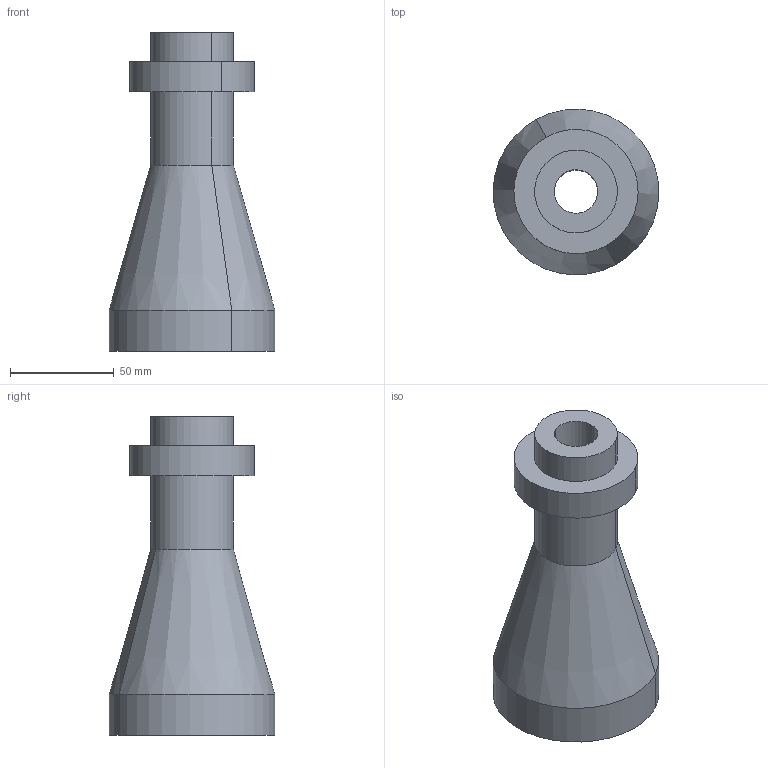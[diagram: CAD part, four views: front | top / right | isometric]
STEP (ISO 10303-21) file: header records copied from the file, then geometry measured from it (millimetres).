
FILE_DESCRIPTION(('Open CASCADE Model'),'2;1');
FILE_NAME('Open CASCADE Shape Model','2016-03-24T09:46:57',('Author'),( 'Open CASCADE'),'Open CASCADE STEP processor 6.7','Open CASCADE 6.7' ,'Unknown');
FILE_SCHEMA(('AUTOMOTIVE_DESIGN_CC2 { 1 2 10303 214 -1 1 5 4 }'));
Length unit declared in the file: millimetre
Products named in the file (1): Open CASCADE STEP translator 6.7 1
Bounding box: 79.98 x 79.98 x 154.03 mm (x, y, z)
Volume: 355877.9 mm3; surface area: 46607.9 mm2
Topology: 1 solids, 1 shells, 16 faces, 32 edges, 20 vertices
Faces by surface type: cylinder 10, plane 4, cone 2
Entity records: 1910 total; most frequent: CARTESIAN_POINT 1285, DIRECTION 102, ORIENTED_EDGE 64, PCURVE 64, DEFINITIONAL_REPRESENTATION 64, B_SPLINE_CURVE_WITH_KNOTS 48, AXIS2_PLACEMENT_3D 37, CIRCLE 36
